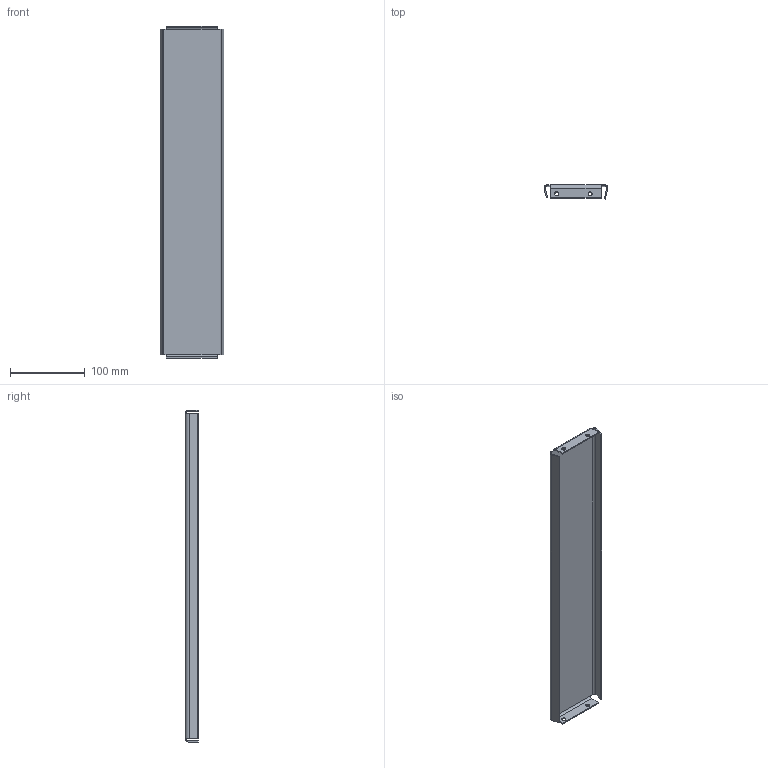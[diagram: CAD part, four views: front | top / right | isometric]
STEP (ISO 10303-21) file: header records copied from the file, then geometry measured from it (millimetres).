
FILE_DESCRIPTION((''),'2;1');
FILE_NAME('Porte_Plaque_Support_Dévidoir_Centre.stp','2010-09-23T16:29:17',('claivier'),(''),'Autodesk Inventor 11','Autodesk Inventor 11','');
FILE_SCHEMA(('AUTOMOTIVE_DESIGN { 1 0 10303 214 1 1 1 1 }'));
Length unit declared in the file: millimetre
Products named in the file (1): Porte_Plaque_Support_Dévidoir_Centre
Bounding box: 85.69 x 18.5 x 445.2 mm (x, y, z)
Volume: 78994.5 mm3; surface area: 107194.4 mm2
Topology: 1 solids, 1 shells, 34 faces, 92 edges, 60 vertices
Faces by surface type: plane 18, cylinder 10, bspline 6
Full cylindrical faces by diameter (mm): 5.4 x2
Entity records: 1077 total; most frequent: CARTESIAN_POINT 221, ORIENTED_EDGE 168, DIRECTION 166, EDGE_CURVE 84, VECTOR 60, LINE 60, VERTEX_POINT 56, AXIS2_PLACEMENT_3D 53
